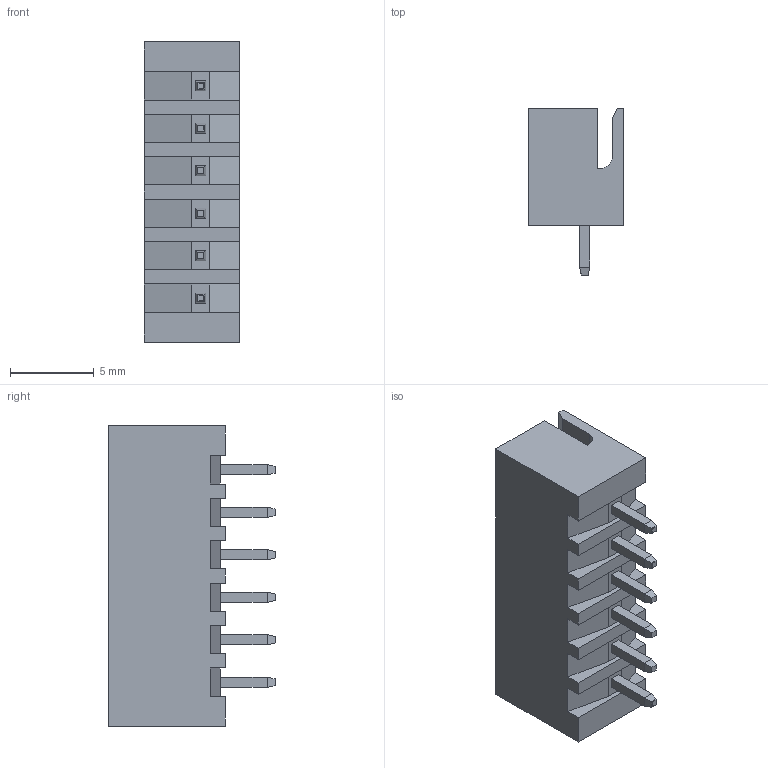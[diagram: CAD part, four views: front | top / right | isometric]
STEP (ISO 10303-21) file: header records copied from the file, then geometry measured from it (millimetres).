
FILE_DESCRIPTION(/* description */ (''),/* implementation_level */ '2;1');
FILE_NAME(/* name */ 'CONNECTOR WHITE JST XH 6 PIN - 2,54 mm.stp',/* time_stamp */ '2022-05-18T22:18:12+02:00',/* author */ ('JOSE LUIS'),/* organization */ (''),/* preprocessor_version */ 'ST-DEVELOPER v18',/* originating_system */ 'Autodesk Inventor 2020',/* authorisation */ '');
FILE_SCHEMA (('AUTOMOTIVE_DESIGN { 1 0 10303 214 3 1 1 }'));
Length unit declared in the file: millimetre
Products named in the file (1): CONNECTOR WHITE JST XH 6 PIN - 2,54 mm
Bounding box: 5.73 x 10 x 17.96 mm (x, y, z)
Volume: 288.6 mm3; surface area: 881.4 mm2
Topology: 1 solids, 1 shells, 336 faces, 832 edges, 516 vertices
Faces by surface type: plane 217, bspline 62, cylinder 57
Entity records: 12153 total; most frequent: CARTESIAN_POINT 4180, ORIENTED_EDGE 1664, DIRECTION 1357, EDGE_CURVE 832, LINE 629, VECTOR 629, VERTEX_POINT 516, AXIS2_PLACEMENT_3D 364
